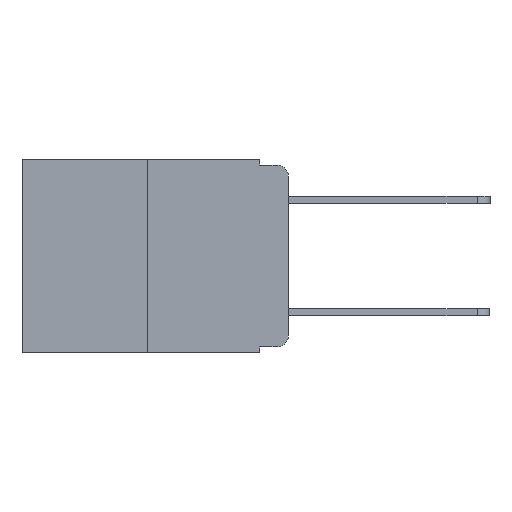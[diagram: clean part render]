
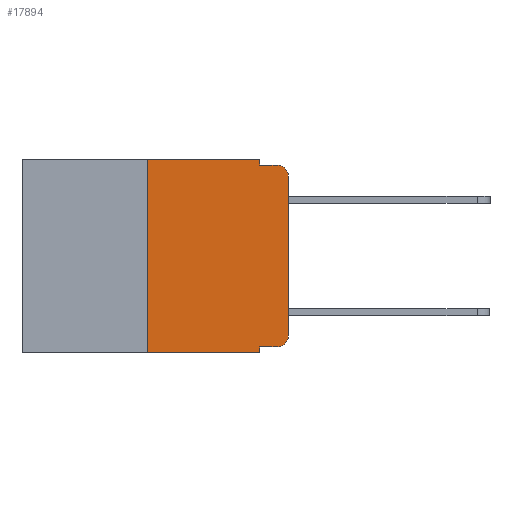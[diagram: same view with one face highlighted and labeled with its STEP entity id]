
A CAD part, left-side view. The second image highlights one B-rep face of the part: STEP entity #17894.
In plain terms, the highlighted planar face has unit normal (-1, 0, 0).
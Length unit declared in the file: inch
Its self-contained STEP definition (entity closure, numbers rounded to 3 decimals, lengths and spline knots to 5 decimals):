
#71 = ORIENTED_EDGE ( 'NONE', *, *, #11160, .F. ) ;
#427 = CARTESIAN_POINT ( 'NONE',  ( 0., 0.051, -0.333 ) ) ;
#631 = LINE ( 'NONE', #7839, #4543 ) ;
#692 = LINE ( 'NONE', #17852, #4612 ) ;
#1099 = DIRECTION ( 'NONE',  ( -1., 0., 0. ) ) ;
#1246 = LINE ( 'NONE', #21351, #14047 ) ;
#1375 = ORIENTED_EDGE ( 'NONE', *, *, #3041, .F. ) ;
#1435 = DIRECTION ( 'NONE',  ( 0., 0., 1. ) ) ;
#1537 = VECTOR ( 'NONE', #1435, 39.37008 ) ;
#1920 = ORIENTED_EDGE ( 'NONE', *, *, #4710, .T. ) ;
#2065 = CARTESIAN_POINT ( 'NONE',  ( 0., 0.02, -0.333 ) ) ;
#2424 = CARTESIAN_POINT ( 'NONE',  ( 0., 0.051, -0.333 ) ) ;
#2460 = DIRECTION ( 'NONE',  ( 1., 0., 0. ) ) ;
#3041 = EDGE_CURVE ( 'NONE', #18110, #13717, #5219, .T. ) ;
#3185 = VERTEX_POINT ( 'NONE', #10385 ) ;
#3310 = VERTEX_POINT ( 'NONE', #4863 ) ;
#3640 = VERTEX_POINT ( 'NONE', #4512 ) ;
#3668 = LINE ( 'NONE', #6224, #12027 ) ;
#3756 = CARTESIAN_POINT ( 'NONE',  ( 0., 0., 0. ) ) ;
#4120 = DIRECTION ( 'NONE',  ( 0., -1., 0. ) ) ;
#4236 = EDGE_LOOP ( 'NONE', ( #14157, #6588, #18120, #1375, #16812, #71, #19406, #20453, #1920, #17903 ) ) ;
#4512 = CARTESIAN_POINT ( 'NONE',  ( 0., 0.25, -0.343 ) ) ;
#4532 = LINE ( 'NONE', #3756, #9526 ) ;
#4543 = VECTOR ( 'NONE', #6154, 39.37008 ) ;
#4612 = VECTOR ( 'NONE', #7835, 39.37008 ) ;
#4710 = EDGE_CURVE ( 'NONE', #19395, #16602, #12224, .T. ) ;
#4863 = CARTESIAN_POINT ( 'NONE',  ( 0., 0.02, -0.01 ) ) ;
#5129 = CIRCLE ( 'NONE', #14990, 0.02 ) ;
#5219 = LINE ( 'NONE', #5306, #13590 ) ;
#5306 = CARTESIAN_POINT ( 'NONE',  ( 0., 0.051, 0. ) ) ;
#5468 = EDGE_CURVE ( 'NONE', #3640, #21285, #1246, .T. ) ;
#5881 = VERTEX_POINT ( 'NONE', #17438 ) ;
#6154 = DIRECTION ( 'NONE',  ( 0., -1., 0. ) ) ;
#6224 = CARTESIAN_POINT ( 'NONE',  ( 0., 0.051, -0.01 ) ) ;
#6318 = DIRECTION ( 'NONE',  ( 0., 0., -1. ) ) ;
#6588 = ORIENTED_EDGE ( 'NONE', *, *, #18969, .T. ) ;
#6760 = CARTESIAN_POINT ( 'NONE',  ( 0., 0.051, 0. ) ) ;
#7283 = DIRECTION ( 'NONE',  ( -1., 0., 0. ) ) ;
#7512 = EDGE_CURVE ( 'NONE', #3185, #13059, #4532, .T. ) ;
#7803 = EDGE_CURVE ( 'NONE', #5881, #18110, #631, .T. ) ;
#7835 = DIRECTION ( 'NONE',  ( 0., 0., -1. ) ) ;
#7839 = CARTESIAN_POINT ( 'NONE',  ( 0., 0.473, 0. ) ) ;
#7911 = DIRECTION ( 'NONE',  ( 0., -1., 0. ) ) ;
#9526 = VECTOR ( 'NONE', #13752, 39.37008 ) ;
#9746 = CIRCLE ( 'NONE', #19471, 0.02 ) ;
#9913 = FACE_OUTER_BOUND ( 'NONE', #4236, .T. ) ;
#10385 = CARTESIAN_POINT ( 'NONE',  ( 0., 0., -0.313 ) ) ;
#11117 = CARTESIAN_POINT ( 'NONE',  ( 0., 0.02, -0.03 ) ) ;
#11160 = EDGE_CURVE ( 'NONE', #3640, #5881, #14863, .T. ) ;
#11446 = CARTESIAN_POINT ( 'NONE',  ( 0., 0.25, 0. ) ) ;
#12027 = VECTOR ( 'NONE', #7911, 39.37008 ) ;
#12224 = LINE ( 'NONE', #2424, #16143 ) ;
#12463 = PLANE ( 'NONE',  #20329 ) ;
#12788 = DIRECTION ( 'NONE',  ( 0., 0., -1. ) ) ;
#13056 = DIRECTION ( 'NONE',  ( 0., -1., 0. ) ) ;
#13059 = VERTEX_POINT ( 'NONE', #16077 ) ;
#13590 = VECTOR ( 'NONE', #6318, 39.37008 ) ;
#13717 = VERTEX_POINT ( 'NONE', #16420 ) ;
#13752 = DIRECTION ( 'NONE',  ( 0., 0., 1. ) ) ;
#14047 = VECTOR ( 'NONE', #13056, 39.37008 ) ;
#14135 = DIRECTION ( 'NONE',  ( 0., 0., -1. ) ) ;
#14157 = ORIENTED_EDGE ( 'NONE', *, *, #7512, .T. ) ;
#14863 = LINE ( 'NONE', #11446, #1537 ) ;
#14990 = AXIS2_PLACEMENT_3D ( 'NONE', #11117, #1099, #12788 ) ;
#15759 = CARTESIAN_POINT ( 'NONE',  ( 0., 0.473, 0. ) ) ;
#15923 = EDGE_CURVE ( 'NONE', #16602, #3185, #9746, .T. ) ;
#16077 = CARTESIAN_POINT ( 'NONE',  ( 0., 0., -0.03 ) ) ;
#16143 = VECTOR ( 'NONE', #4120, 39.37008 ) ;
#16420 = CARTESIAN_POINT ( 'NONE',  ( 0., 0.051, -0.01 ) ) ;
#16602 = VERTEX_POINT ( 'NONE', #2065 ) ;
#16812 = ORIENTED_EDGE ( 'NONE', *, *, #7803, .F. ) ;
#16898 = EDGE_CURVE ( 'NONE', #13717, #3310, #3668, .T. ) ;
#17284 = CARTESIAN_POINT ( 'NONE',  ( 0., 0.02, -0.313 ) ) ;
#17438 = CARTESIAN_POINT ( 'NONE',  ( 0., 0.25, 0. ) ) ;
#17852 = CARTESIAN_POINT ( 'NONE',  ( 0., 0.051, 0. ) ) ;
#17894 = ADVANCED_FACE ( 'NONE', ( #9913 ), #12463, .F. ) ;
#17903 = ORIENTED_EDGE ( 'NONE', *, *, #15923, .T. ) ;
#18110 = VERTEX_POINT ( 'NONE', #6760 ) ;
#18120 = ORIENTED_EDGE ( 'NONE', *, *, #16898, .F. ) ;
#18952 = DIRECTION ( 'NONE',  ( 0., 0., -1. ) ) ;
#18969 = EDGE_CURVE ( 'NONE', #13059, #3310, #5129, .T. ) ;
#18982 = EDGE_CURVE ( 'NONE', #19395, #21285, #692, .T. ) ;
#19395 = VERTEX_POINT ( 'NONE', #427 ) ;
#19406 = ORIENTED_EDGE ( 'NONE', *, *, #5468, .T. ) ;
#19471 = AXIS2_PLACEMENT_3D ( 'NONE', #17284, #7283, #18952 ) ;
#20250 = CARTESIAN_POINT ( 'NONE',  ( 0., 0.051, -0.343 ) ) ;
#20329 = AXIS2_PLACEMENT_3D ( 'NONE', #15759, #2460, #14135 ) ;
#20453 = ORIENTED_EDGE ( 'NONE', *, *, #18982, .F. ) ;
#21285 = VERTEX_POINT ( 'NONE', #20250 ) ;
#21351 = CARTESIAN_POINT ( 'NONE',  ( 0., 0.473, -0.343 ) ) ;
